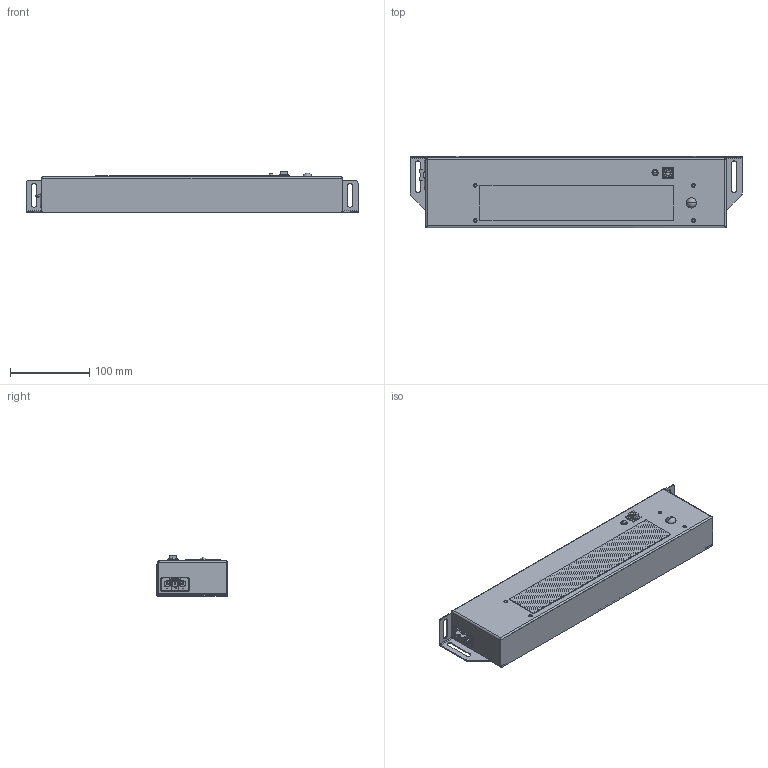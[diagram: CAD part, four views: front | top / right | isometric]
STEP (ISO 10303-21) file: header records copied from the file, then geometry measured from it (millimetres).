
FILE_DESCRIPTION((''),'2;1');
FILE_NAME('SL4905-FU-AC-PIR-SCRW_ASM_1_ASM','2022-06-17T09:05:50',('alexcam'),(''),'CREO PARAMETRIC BY PTC INC, 2018500','CREO PARAMETRIC BY PTC INC, 2018500','');
FILE_SCHEMA(('CONFIG_CONTROL_DESIGN'));
Products named in the file (16): SL4905-FU-HOUS-AC-PIR-SCRW_1; FH-M3-12_1; SL4905-FU-HOUS-AC-PIR-SCRW_ASM__ASM; FRESNEL_DOME_PART1_1; SL4905-FU-PIR-PCB_ASM_1_ASM; PUSH_SW_P13_1; 5MM_LED_HOLDER_1; 5MM_LED_1; WIELAND_92_032_9758_0_CAD_20STE; SL4905-FU-BASE-SCREW_1; KVT_FH_M4_8_ZP_1; PEM_BSO-M3-6_1; SL4905-FU-BASE-SCREW_ASM_1_ASM; SCREW_DIN_965_M3X6_TORX_1; EXTRUDED_LENS-PTH_1010_220_1; SL4905-FU-AC-PIR-SCRW_ASM_1_ASM
Assembly tree (26 placements, depth 3):
  SL4905-FU-AC-PIR-SCRW_ASM_1_ASM
    SL4905-FU-HOUS-AC-PIR-SCRW_ASM__ASM
      SL4905-FU-HOUS-AC-PIR-SCRW_1
      FH-M3-12_1  x4
    SL4905-FU-PIR-PCB_ASM_1_ASM
      FRESNEL_DOME_PART1_1
    PUSH_SW_P13_1
    5MM_LED_HOLDER_1
    5MM_LED_1
    WIELAND_92_032_9758_0_CAD_20STE
    SL4905-FU-BASE-SCREW_ASM_1_ASM
      SL4905-FU-BASE-SCREW_1
      KVT_FH_M4_8_ZP_1
      PEM_BSO-M3-6_1  x6
    SCREW_DIN_965_M3X6_TORX_1  x4
    EXTRUDED_LENS-PTH_1010_220_1
Bounding box: 420 x 90 x 51.75 mm (x, y, z)
Volume: 171675 mm3; surface area: 279509 mm2
Topology: 23 solids, 25 shells, 1524 faces, 3817 edges, 2352 vertices
Faces by surface type: plane 813, cylinder 430, cone 107, bspline 88, torus 60, sphere 26
Entity records: 43720 total; most frequent: CARTESIAN_POINT 15305, ORIENTED_EDGE 5974, DIRECTION 5595, EDGE_CURVE 2989, AXIS2_PLACEMENT_3D 1913, VERTEX_POINT 1840, VECTOR 1769, LINE 1769
